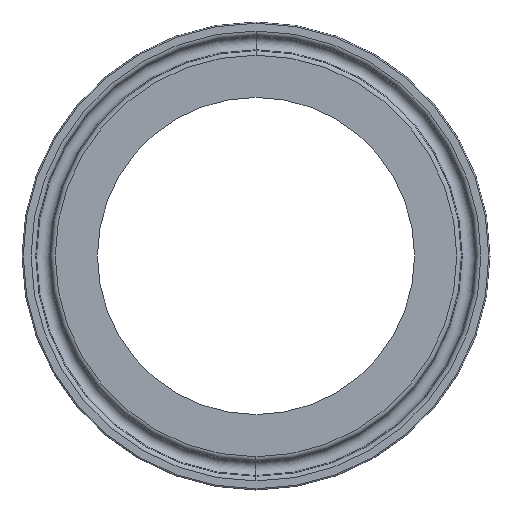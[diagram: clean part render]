
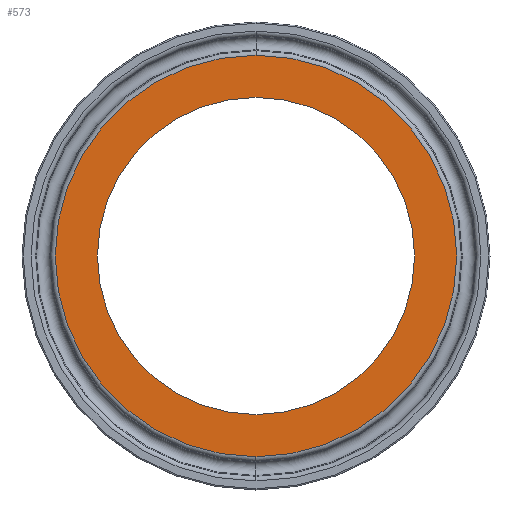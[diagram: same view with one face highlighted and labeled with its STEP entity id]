
A CAD part, left-side view. The second image highlights one B-rep face of the part: STEP entity #573.
In plain terms, the highlighted planar face has unit normal (-1, 0, 0).
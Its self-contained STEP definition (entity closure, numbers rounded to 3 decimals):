
#55 = VERTEX_POINT ( 'NONE', #90 ) ;
#77 = CARTESIAN_POINT ( 'NONE',  ( 0., 0., -33.247 ) ) ;
#80 = EDGE_LOOP ( 'NONE', ( #471, #248 ) ) ;
#90 = CARTESIAN_POINT ( 'NONE',  ( 0., 0., -26.255 ) ) ;
#98 = CARTESIAN_POINT ( 'NONE',  ( 0., 0., 26.255 ) ) ;
#105 = CARTESIAN_POINT ( 'NONE',  ( 0., 33.247, 0. ) ) ;
#124 = CARTESIAN_POINT ( 'NONE',  ( 0., 0., 0. ) ) ;
#126 = ORIENTED_EDGE ( 'NONE', *, *, #363, .F. ) ;
#131 = ORIENTED_EDGE ( 'NONE', *, *, #582, .F. ) ;
#159 = CARTESIAN_POINT ( 'NONE',  ( 0., 0., 0. ) ) ;
#177 = FACE_BOUND ( 'NONE', #660, .T. ) ;
#215 = DIRECTION ( 'NONE',  ( 0., 0., 1. ) ) ;
#222 = CIRCLE ( 'NONE', #651, 26.255 ) ;
#245 = DIRECTION ( 'NONE',  ( -1., 0., 0. ) ) ;
#248 = ORIENTED_EDGE ( 'NONE', *, *, #296, .T. ) ;
#271 = CARTESIAN_POINT ( 'NONE',  ( 0., 0., 0. ) ) ;
#296 = EDGE_CURVE ( 'NONE', #412, #349, #549, .T. ) ;
#327 = CARTESIAN_POINT ( 'NONE',  ( 0., 0., 0. ) ) ;
#349 = VERTEX_POINT ( 'NONE', #627 ) ;
#363 = EDGE_CURVE ( 'NONE', #583, #55, #373, .T. ) ;
#373 = CIRCLE ( 'NONE', #756, 26.255 ) ;
#383 = DIRECTION ( 'NONE',  ( -1., 0., 0. ) ) ;
#396 = DIRECTION ( 'NONE',  ( 0., 0., 1. ) ) ;
#397 = AXIS2_PLACEMENT_3D ( 'NONE', #271, #383, #215 ) ;
#402 = PLANE ( 'NONE',  #478 ) ;
#412 = VERTEX_POINT ( 'NONE', #77 ) ;
#445 = DIRECTION ( 'NONE',  ( 1., 0., 0. ) ) ;
#447 = DIRECTION ( 'NONE',  ( 0., 0., 1. ) ) ;
#457 = FACE_OUTER_BOUND ( 'NONE', #80, .T. ) ;
#471 = ORIENTED_EDGE ( 'NONE', *, *, #522, .T. ) ;
#478 = AXIS2_PLACEMENT_3D ( 'NONE', #105, #445, #581 ) ;
#522 = EDGE_CURVE ( 'NONE', #349, #412, #719, .T. ) ;
#542 = DIRECTION ( 'NONE',  ( 0., 0., 1. ) ) ;
#549 = CIRCLE ( 'NONE', #639, 33.247 ) ;
#573 = ADVANCED_FACE ( 'NONE', ( #177, #457 ), #402, .F. ) ;
#575 = DIRECTION ( 'NONE',  ( -1., 0., 0. ) ) ;
#581 = DIRECTION ( 'NONE',  ( 0., 0., -1. ) ) ;
#582 = EDGE_CURVE ( 'NONE', #55, #583, #222, .T. ) ;
#583 = VERTEX_POINT ( 'NONE', #98 ) ;
#620 = DIRECTION ( 'NONE',  ( -1., 0., 0. ) ) ;
#627 = CARTESIAN_POINT ( 'NONE',  ( 0., 0., 33.247 ) ) ;
#639 = AXIS2_PLACEMENT_3D ( 'NONE', #327, #575, #396 ) ;
#651 = AXIS2_PLACEMENT_3D ( 'NONE', #159, #620, #447 ) ;
#660 = EDGE_LOOP ( 'NONE', ( #126, #131 ) ) ;
#719 = CIRCLE ( 'NONE', #397, 33.247 ) ;
#756 = AXIS2_PLACEMENT_3D ( 'NONE', #124, #245, #542 ) ;
